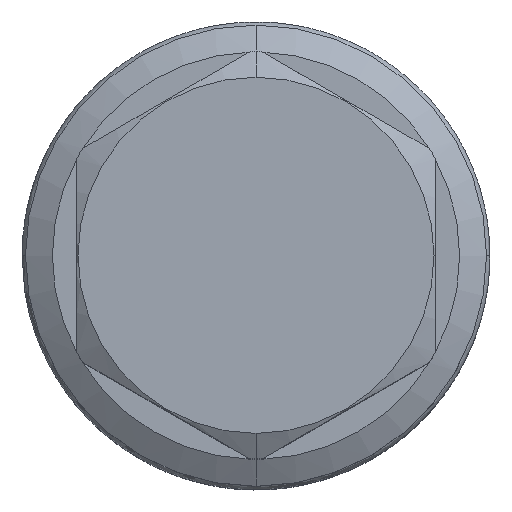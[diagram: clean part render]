
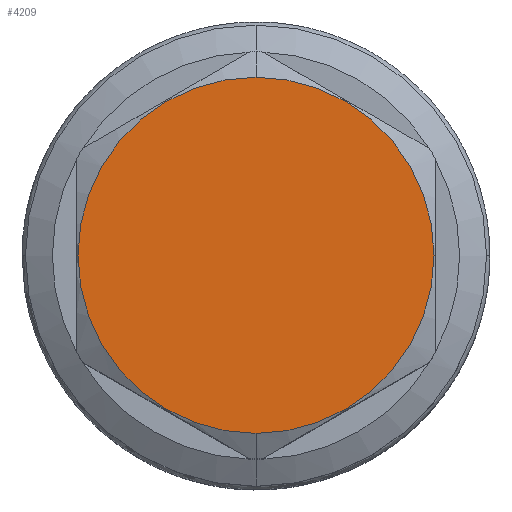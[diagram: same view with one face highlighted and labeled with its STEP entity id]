
A CAD part, top view. The second image highlights one B-rep face of the part: STEP entity #4209.
In plain terms, the highlighted planar face has unit normal (0, 0, 1).
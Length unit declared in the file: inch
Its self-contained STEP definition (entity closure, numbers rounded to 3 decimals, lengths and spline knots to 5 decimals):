
#1382=CARTESIAN_POINT('',(0.,0.,3.156));
#1383=DIRECTION('',(0.,0.,1.));
#1384=DIRECTION('',(0.,-1.,0.));
#1385=AXIS2_PLACEMENT_3D('',#1382,#1383,#1384);
#1387=CARTESIAN_POINT('',(0.,0.,3.156));
#1388=DIRECTION('',(0.,0.,1.));
#1389=DIRECTION('',(0.,1.,0.));
#1390=AXIS2_PLACEMENT_3D('',#1387,#1388,#1389);
#1805=CARTESIAN_POINT('',(0.,-0.807,3.156));
#1806=CARTESIAN_POINT('',(0.,0.807,3.156));
#1807=VERTEX_POINT('',#1805);
#1808=VERTEX_POINT('',#1806);
#4200=CARTESIAN_POINT('',(0.,0.,3.156));
#4201=DIRECTION('',(0.,0.,1.));
#4202=DIRECTION('',(0.,1.,0.));
#4203=AXIS2_PLACEMENT_3D('',#4200,#4201,#4202);
#4204=PLANE('341',#4203);
#4205=ORIENTED_EDGE('567',*,*,#3858,.F.);
#4206=ORIENTED_EDGE('568',*,*,#4184,.F.);
#4207=EDGE_LOOP('341',(#4205,#4206));
#4208=FACE_OUTER_BOUND('341',#4207,.F.);
#1386=CIRCLE('567',#1385,0.807);
#1391=CIRCLE('568',#1390,0.807);
#3858=EDGE_CURVE('567',#1807,#1808,#1386,.T.);
#4184=EDGE_CURVE('568',#1808,#1807,#1391,.T.);
#4209=ADVANCED_FACE('341',(#4208),#4204,.T.);
